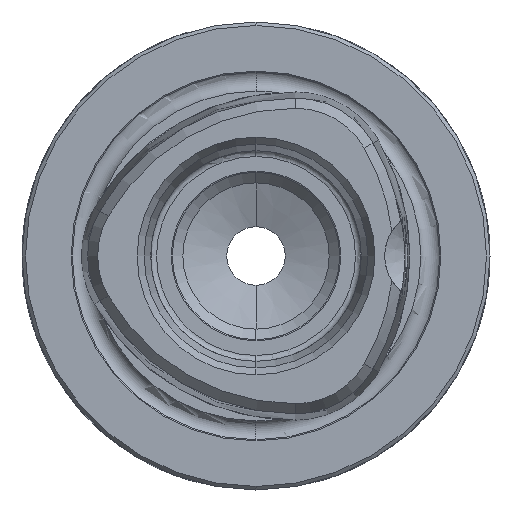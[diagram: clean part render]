
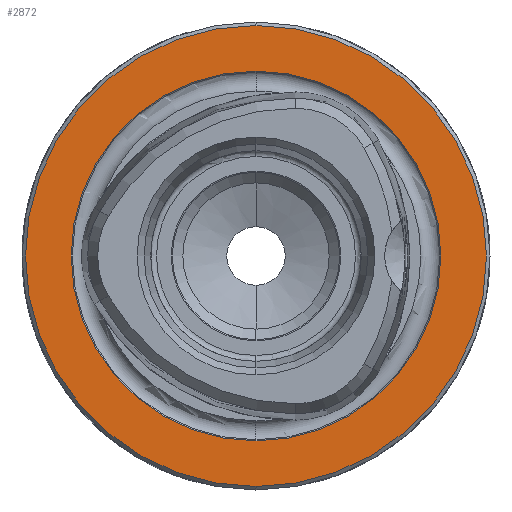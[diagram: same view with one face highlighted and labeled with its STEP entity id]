
A CAD part, left-side view. The second image highlights one B-rep face of the part: STEP entity #2872.
In plain terms, the highlighted planar face has unit normal (-1, 0, 0).
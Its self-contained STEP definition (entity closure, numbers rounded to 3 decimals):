
#39 = CARTESIAN_POINT ( 'NONE',  ( 0., 0., 0. ) ) ;
#279 = CIRCLE ( 'NONE', #2861, 19.7 ) ;
#287 = DIRECTION ( 'NONE',  ( 0., 0., 1. ) ) ;
#594 = DIRECTION ( 'NONE',  ( 0., 0., 1. ) ) ;
#706 = ORIENTED_EDGE ( 'NONE', *, *, #3621, .F. ) ;
#817 = DIRECTION ( 'NONE',  ( 0., 0., -1. ) ) ;
#845 = DIRECTION ( 'NONE',  ( 1., 0., 0. ) ) ;
#1242 = CARTESIAN_POINT ( 'NONE',  ( 0., 0., -19.7 ) ) ;
#1254 = EDGE_LOOP ( 'NONE', ( #1642, #3608 ) ) ;
#1299 = CIRCLE ( 'NONE', #2645, 15.8 ) ;
#1358 = CARTESIAN_POINT ( 'NONE',  ( 0., 0., 19.7 ) ) ;
#1385 = CARTESIAN_POINT ( 'NONE',  ( 0., 15.8, 0. ) ) ;
#1642 = ORIENTED_EDGE ( 'NONE', *, *, #3773, .T. ) ;
#1960 = ORIENTED_EDGE ( 'NONE', *, *, #3782, .F. ) ;
#2008 = DIRECTION ( 'NONE',  ( -1., 0., 0. ) ) ;
#2191 = CARTESIAN_POINT ( 'NONE',  ( 0., 0., -15.8 ) ) ;
#2341 = CIRCLE ( 'NONE', #2866, 15.8 ) ;
#2361 = PLANE ( 'NONE',  #2857 ) ;
#2393 = FACE_OUTER_BOUND ( 'NONE', #1254, .T. ) ;
#2403 = CARTESIAN_POINT ( 'NONE',  ( 0., 0., 0. ) ) ;
#2448 = CIRCLE ( 'NONE', #3465, 19.7 ) ;
#2645 = AXIS2_PLACEMENT_3D ( 'NONE', #39, #2008, #594 ) ;
#2857 = AXIS2_PLACEMENT_3D ( 'NONE', #1385, #845, #817 ) ;
#2861 = AXIS2_PLACEMENT_3D ( 'NONE', #6159, #3625, #4597 ) ;
#2866 = AXIS2_PLACEMENT_3D ( 'NONE', #2403, #6325, #287 ) ;
#2872 = ADVANCED_FACE ( 'NONE', ( #4301, #2393 ), #2361, .F. ) ;
#3151 = VERTEX_POINT ( 'NONE', #2191 ) ;
#3465 = AXIS2_PLACEMENT_3D ( 'NONE', #4069, #4012, #5028 ) ;
#3608 = ORIENTED_EDGE ( 'NONE', *, *, #4771, .T. ) ;
#3621 = EDGE_CURVE ( 'NONE', #5910, #3151, #2341, .T. ) ;
#3625 = DIRECTION ( 'NONE',  ( -1., 0., 0. ) ) ;
#3744 = EDGE_LOOP ( 'NONE', ( #706, #1960 ) ) ;
#3773 = EDGE_CURVE ( 'NONE', #4739, #3975, #2448, .T. ) ;
#3782 = EDGE_CURVE ( 'NONE', #3151, #5910, #1299, .T. ) ;
#3975 = VERTEX_POINT ( 'NONE', #1358 ) ;
#4012 = DIRECTION ( 'NONE',  ( -1., 0., 0. ) ) ;
#4069 = CARTESIAN_POINT ( 'NONE',  ( 0., 0., 0. ) ) ;
#4252 = CARTESIAN_POINT ( 'NONE',  ( 0., 0., 15.8 ) ) ;
#4301 = FACE_BOUND ( 'NONE', #3744, .T. ) ;
#4597 = DIRECTION ( 'NONE',  ( 0., 0., 1. ) ) ;
#4739 = VERTEX_POINT ( 'NONE', #1242 ) ;
#4771 = EDGE_CURVE ( 'NONE', #3975, #4739, #279, .T. ) ;
#5028 = DIRECTION ( 'NONE',  ( 0., 0., 1. ) ) ;
#5910 = VERTEX_POINT ( 'NONE', #4252 ) ;
#6159 = CARTESIAN_POINT ( 'NONE',  ( 0., 0., 0. ) ) ;
#6325 = DIRECTION ( 'NONE',  ( -1., 0., 0. ) ) ;
